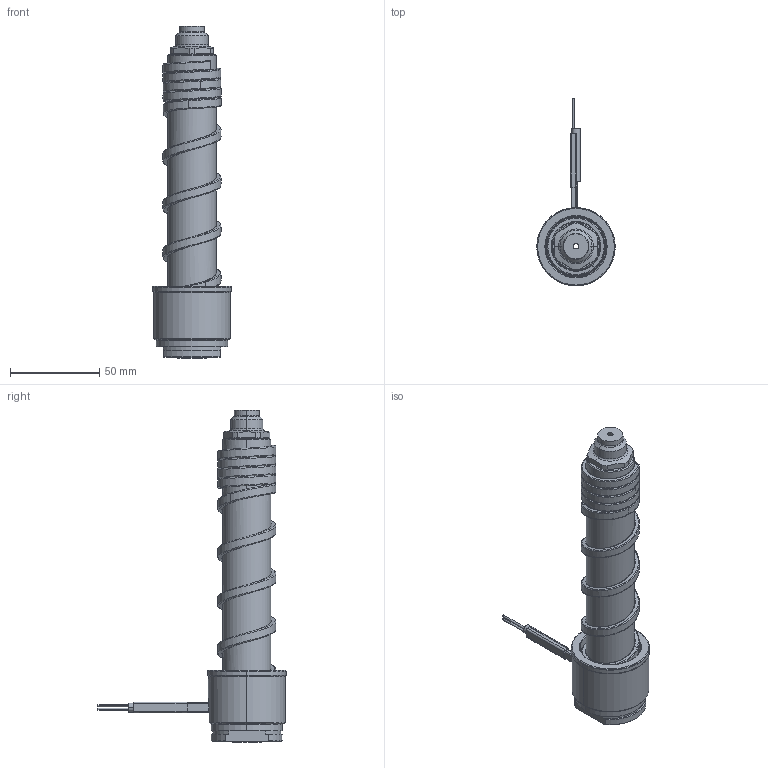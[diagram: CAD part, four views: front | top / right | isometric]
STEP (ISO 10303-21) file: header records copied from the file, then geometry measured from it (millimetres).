
FILE_DESCRIPTION((''),'2;1');
FILE_NAME('EL-186-CKG','2014-03-14T',('Íàòàëüÿ'),('IMID'),'PRO/ENGINEER BY PARAMETRIC TECHNOLOGY CORPORATION, 2010180','PRO/ENGINEER BY PARAMETRIC TECHNOLOGY CORPORATION, 2010180','');
FILE_SCHEMA(('CONFIG_CONTROL_DESIGN'));
Length unit declared in the file: millimetre
Products named in the file (1): EL-186-CKG
Bounding box: 44 x 105.5 x 186.3 mm (x, y, z)
Volume: 127549.3 mm3; surface area: 46636.8 mm2
Topology: 1 solids, 8 shells, 320 faces, 804 edges, 482 vertices
Faces by surface type: cylinder 104, bspline 64, cone 54, plane 53, torus 28, revolution 9, extrusion 8
Entity records: 21193 total; most frequent: CARTESIAN_POINT 13945, ORIENTED_EDGE 1568, DIRECTION 1381, EDGE_CURVE 796, AXIS2_PLACEMENT_3D 544, VERTEX_POINT 482, EDGE_LOOP 344, FACE_OUTER_BOUND 320
